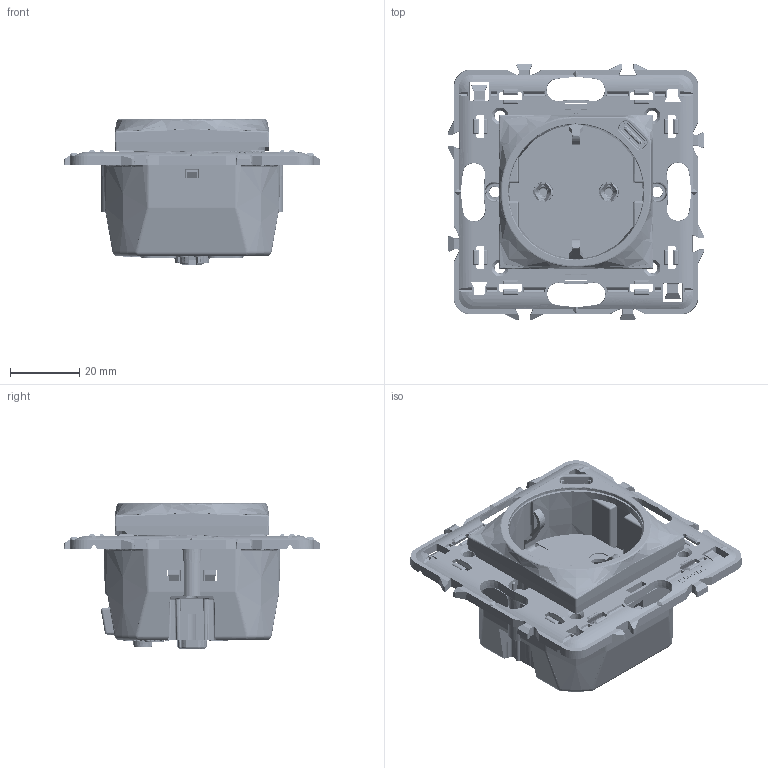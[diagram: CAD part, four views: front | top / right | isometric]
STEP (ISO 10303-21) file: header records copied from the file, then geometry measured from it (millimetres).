
FILE_DESCRIPTION(('CATIA V5 STEP Exchange','CAx-IF Rec.Pracs.--- Model Styling and Organization---1.4--- 2014-01-23'),'2;1');
FILE_NAME('741234.stp','2021-05-12T13:02:21+00:00',('none'),('none'),'CATIA Version 5-6 Release 2017 SP3','CATIA V5 STEP AP214','none');
FILE_SCHEMA(('AUTOMOTIVE_DESIGN { 1 0 10303 214 1 1 1 1 }'));
Products named in the file (17): AG10578_A ; A017075_A ; EG02978_A; GE00716_A; AG02318AA ; CG00078AA; FA00013AA; AG07015_A ; AG07012_A ; FF00120AA; CH00474_A; B003909_B; FG00127_A; GD00559_A; ED07425_A; GH01262_A; EB02636_A
Assembly tree (18 placements, depth 4):
  AG10578_A 
    A017075_A 
      EG02978_A
    GE00716_A
    AG02318AA   x2
      CG00078AA
      FA00013AA
    AG07015_A 
      AG07012_A 
        FF00120AA
        CG00078AA
      CH00474_A
    B003909_B
    FG00127_A
    GD00559_A
    ED07425_A
    GH01262_A
    EB02636_A
Bounding box: 74.1 x 74.1 x 42.01 mm (x, y, z)
Volume: 32483.4 mm3; surface area: 58273.4 mm2
Topology: 17 solids, 17 shells, 7897 faces, 22500 edges, 14598 vertices
Faces by surface type: plane 4632, cylinder 1287, extrusion 846, cone 455, bspline 395, torus 157, sphere 125
Entity records: 279731 total; most frequent: CARTESIAN_POINT 102133, ORIENTED_EDGE 43388, DIRECTION 25206, EDGE_CURVE 21694, VERTEX_POINT 14170, VECTOR 12252, LINE 11406, B_SPLINE_CURVE_WITH_KNOTS 8754
